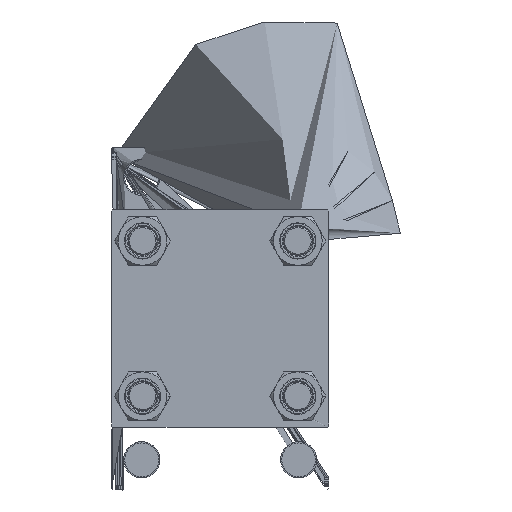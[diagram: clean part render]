
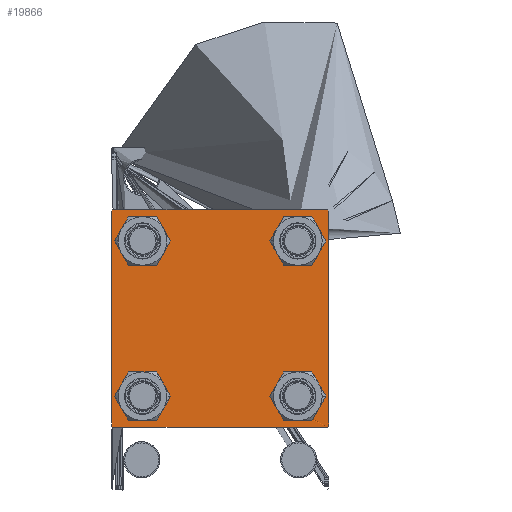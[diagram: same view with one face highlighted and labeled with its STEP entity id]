
A CAD part, left-side view. The second image highlights one B-rep face of the part: STEP entity #19866.
In plain terms, the highlighted planar face has unit normal (-1, 0, 0).
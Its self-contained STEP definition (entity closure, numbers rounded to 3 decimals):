
#20 = VERTEX_POINT ( 'NONE', #30409 ) ;
#379 = CARTESIAN_POINT ( 'NONE',  ( 0., 32.15, -32.15 ) ) ;
#943 = CIRCLE ( 'NONE', #8713, 6.5 ) ;
#1273 = CARTESIAN_POINT ( 'NONE',  ( 0., 0., 0. ) ) ;
#1646 = CARTESIAN_POINT ( 'NONE',  ( 0., -32.15, 38.65 ) ) ;
#1731 = CIRCLE ( 'NONE', #29563, 6.5 ) ;
#2182 = AXIS2_PLACEMENT_3D ( 'NONE', #25539, #3240, #10051 ) ;
#2575 = CIRCLE ( 'NONE', #18836, 6.5 ) ;
#3240 = DIRECTION ( 'NONE',  ( 1., 0., 0. ) ) ;
#3276 = CARTESIAN_POINT ( 'NONE',  ( 0., 45., -44.5 ) ) ;
#3413 = EDGE_CURVE ( 'NONE', #36918, #7559, #24146, .T. ) ;
#3570 = VECTOR ( 'NONE', #16637, 1000. ) ;
#4918 = ORIENTED_EDGE ( 'NONE', *, *, #12034, .T. ) ;
#5040 = EDGE_CURVE ( 'NONE', #7559, #36758, #36538, .T. ) ;
#6247 = VERTEX_POINT ( 'NONE', #43532 ) ;
#6427 = CIRCLE ( 'NONE', #34259, 6.5 ) ;
#6475 = CARTESIAN_POINT ( 'NONE',  ( 0., 32.15, -32.15 ) ) ;
#6679 = LINE ( 'NONE', #43709, #11554 ) ;
#6799 = CIRCLE ( 'NONE', #43917, 6.5 ) ;
#7185 = LINE ( 'NONE', #21943, #42099 ) ;
#7258 = DIRECTION ( 'NONE',  ( 0., 0.707, 0.707 ) ) ;
#7266 = EDGE_CURVE ( 'NONE', #46545, #11087, #6799, .T. ) ;
#7538 = EDGE_CURVE ( 'NONE', #36758, #17354, #6679, .T. ) ;
#7559 = VERTEX_POINT ( 'NONE', #3276 ) ;
#8338 = EDGE_CURVE ( 'NONE', #6247, #33682, #943, .T. ) ;
#8546 = CARTESIAN_POINT ( 'NONE',  ( 0., -44.5, 45. ) ) ;
#8713 = AXIS2_PLACEMENT_3D ( 'NONE', #379, #47854, #29945 ) ;
#8981 = EDGE_CURVE ( 'NONE', #33682, #6247, #1731, .T. ) ;
#9722 = DIRECTION ( 'NONE',  ( 1., 0., 0. ) ) ;
#10051 = DIRECTION ( 'NONE',  ( 0., 0., 1. ) ) ;
#10196 = DIRECTION ( 'NONE',  ( 0., 0., 1. ) ) ;
#10540 = EDGE_CURVE ( 'NONE', #19350, #13083, #14170, .T. ) ;
#10541 = CARTESIAN_POINT ( 'NONE',  ( 0., -32.15, -32.15 ) ) ;
#10829 = DIRECTION ( 'NONE',  ( 1., 0., 0. ) ) ;
#11087 = VERTEX_POINT ( 'NONE', #28719 ) ;
#11414 = EDGE_CURVE ( 'NONE', #46539, #39720, #6427, .T. ) ;
#11554 = VECTOR ( 'NONE', #39828, 1000. ) ;
#11580 = ORIENTED_EDGE ( 'NONE', *, *, #8338, .T. ) ;
#11689 = CARTESIAN_POINT ( 'NONE',  ( 0., 32.15, 32.15 ) ) ;
#12034 = EDGE_CURVE ( 'NONE', #11087, #46545, #2575, .T. ) ;
#12128 = VECTOR ( 'NONE', #46938, 1000. ) ;
#12888 = VERTEX_POINT ( 'NONE', #17651 ) ;
#13083 = VERTEX_POINT ( 'NONE', #1646 ) ;
#13312 = FACE_BOUND ( 'NONE', #24758, .T. ) ;
#13579 = CIRCLE ( 'NONE', #41398, 6.5 ) ;
#13847 = VECTOR ( 'NONE', #25337, 1000. ) ;
#14170 = CIRCLE ( 'NONE', #29629, 6.5 ) ;
#14432 = EDGE_CURVE ( 'NONE', #12888, #20, #7185, .T. ) ;
#14483 = CARTESIAN_POINT ( 'NONE',  ( 0., -32.15, 25.65 ) ) ;
#14529 = LINE ( 'NONE', #25665, #45705 ) ;
#15127 = AXIS2_PLACEMENT_3D ( 'NONE', #1273, #40976, #22577 ) ;
#15326 = FACE_BOUND ( 'NONE', #27692, .T. ) ;
#15802 = CARTESIAN_POINT ( 'NONE',  ( 0., 32.15, 32.15 ) ) ;
#16637 = DIRECTION ( 'NONE',  ( 0., 0., -1. ) ) ;
#16940 = LINE ( 'NONE', #23730, #12128 ) ;
#17354 = VERTEX_POINT ( 'NONE', #44958 ) ;
#17651 = CARTESIAN_POINT ( 'NONE',  ( 0., -45., 44.5 ) ) ;
#17722 = ORIENTED_EDGE ( 'NONE', *, *, #8981, .T. ) ;
#18283 = DIRECTION ( 'NONE',  ( 0., 0., 1. ) ) ;
#18836 = AXIS2_PLACEMENT_3D ( 'NONE', #10541, #26279, #18283 ) ;
#18842 = ORIENTED_EDGE ( 'NONE', *, *, #39816, .T. ) ;
#18990 = CARTESIAN_POINT ( 'NONE',  ( 0., -32.15, -38.65 ) ) ;
#19350 = VERTEX_POINT ( 'NONE', #14483 ) ;
#19842 = DIRECTION ( 'NONE',  ( 1., 0., 0. ) ) ;
#19866 = ADVANCED_FACE ( 'NONE', ( #15326, #31714, #46475, #13312, #26469 ), #37827, .T. ) ;
#19869 = EDGE_CURVE ( 'NONE', #39720, #46539, #13579, .T. ) ;
#20324 = DIRECTION ( 'NONE',  ( 0., 0., 1. ) ) ;
#20521 = ORIENTED_EDGE ( 'NONE', *, *, #32512, .T. ) ;
#20930 = ORIENTED_EDGE ( 'NONE', *, *, #19869, .T. ) ;
#21232 = DIRECTION ( 'NONE',  ( 0., 0., 1. ) ) ;
#21943 = CARTESIAN_POINT ( 'NONE',  ( 0., -45., 45. ) ) ;
#22577 = DIRECTION ( 'NONE',  ( 0., 0., 1. ) ) ;
#22817 = DIRECTION ( 'NONE',  ( 1., 0., 0. ) ) ;
#22986 = VECTOR ( 'NONE', #46977, 1000. ) ;
#23020 = ORIENTED_EDGE ( 'NONE', *, *, #7266, .T. ) ;
#23322 = CARTESIAN_POINT ( 'NONE',  ( 0., 44.5, 45. ) ) ;
#23478 = ORIENTED_EDGE ( 'NONE', *, *, #7538, .T. ) ;
#23730 = CARTESIAN_POINT ( 'NONE',  ( 0., 44.75, 44.75 ) ) ;
#24146 = LINE ( 'NONE', #46166, #3570 ) ;
#24642 = ORIENTED_EDGE ( 'NONE', *, *, #10540, .T. ) ;
#24739 = ORIENTED_EDGE ( 'NONE', *, *, #11414, .T. ) ;
#24758 = EDGE_LOOP ( 'NONE', ( #20930, #24739 ) ) ;
#24803 = ORIENTED_EDGE ( 'NONE', *, *, #46777, .T. ) ;
#25337 = DIRECTION ( 'NONE',  ( 0., -0.707, 0.707 ) ) ;
#25539 = CARTESIAN_POINT ( 'NONE',  ( 0., -32.15, 32.15 ) ) ;
#25665 = CARTESIAN_POINT ( 'NONE',  ( 0., -44.75, 44.75 ) ) ;
#26279 = DIRECTION ( 'NONE',  ( 1., 0., 0. ) ) ;
#26469 = FACE_OUTER_BOUND ( 'NONE', #36165, .T. ) ;
#27349 = EDGE_CURVE ( 'NONE', #40637, #32258, #29012, .T. ) ;
#27431 = CARTESIAN_POINT ( 'NONE',  ( 0., 44.5, -45. ) ) ;
#27692 = EDGE_LOOP ( 'NONE', ( #24803, #24642 ) ) ;
#28026 = CARTESIAN_POINT ( 'NONE',  ( 0., -44.75, -44.75 ) ) ;
#28361 = CARTESIAN_POINT ( 'NONE',  ( 0., -32.15, -32.15 ) ) ;
#28498 = LINE ( 'NONE', #28026, #13847 ) ;
#28719 = CARTESIAN_POINT ( 'NONE',  ( 0., -32.15, -25.65 ) ) ;
#29012 = LINE ( 'NONE', #33118, #31594 ) ;
#29373 = EDGE_CURVE ( 'NONE', #17354, #20, #28498, .T. ) ;
#29563 = AXIS2_PLACEMENT_3D ( 'NONE', #6475, #10829, #21232 ) ;
#29629 = AXIS2_PLACEMENT_3D ( 'NONE', #30508, #19842, #20324 ) ;
#29795 = ORIENTED_EDGE ( 'NONE', *, *, #14432, .F. ) ;
#29945 = DIRECTION ( 'NONE',  ( 0., 0., 1. ) ) ;
#30409 = CARTESIAN_POINT ( 'NONE',  ( 0., -45., -44.5 ) ) ;
#30508 = CARTESIAN_POINT ( 'NONE',  ( 0., -32.15, 32.15 ) ) ;
#30829 = DIRECTION ( 'NONE',  ( 1., 0., 0. ) ) ;
#31594 = VECTOR ( 'NONE', #32876, 1000. ) ;
#31714 = FACE_BOUND ( 'NONE', #40111, .T. ) ;
#32168 = CARTESIAN_POINT ( 'NONE',  ( 0., 32.15, 38.65 ) ) ;
#32258 = VERTEX_POINT ( 'NONE', #8546 ) ;
#32512 = EDGE_CURVE ( 'NONE', #12888, #32258, #14529, .T. ) ;
#32838 = ORIENTED_EDGE ( 'NONE', *, *, #5040, .T. ) ;
#32876 = DIRECTION ( 'NONE',  ( 0., -1., 0. ) ) ;
#33118 = CARTESIAN_POINT ( 'NONE',  ( 0., 45., 45. ) ) ;
#33682 = VERTEX_POINT ( 'NONE', #46286 ) ;
#33884 = CIRCLE ( 'NONE', #2182, 6.5 ) ;
#34259 = AXIS2_PLACEMENT_3D ( 'NONE', #15802, #30829, #41206 ) ;
#34824 = ORIENTED_EDGE ( 'NONE', *, *, #29373, .T. ) ;
#36165 = EDGE_LOOP ( 'NONE', ( #41902, #32838, #23478, #34824, #29795, #20521, #43113, #18842 ) ) ;
#36538 = LINE ( 'NONE', #47225, #22986 ) ;
#36702 = DIRECTION ( 'NONE',  ( 0., 0., -1. ) ) ;
#36758 = VERTEX_POINT ( 'NONE', #27431 ) ;
#36918 = VERTEX_POINT ( 'NONE', #39715 ) ;
#37327 = DIRECTION ( 'NONE',  ( 0., 0., 1. ) ) ;
#37827 = PLANE ( 'NONE',  #15127 ) ;
#39715 = CARTESIAN_POINT ( 'NONE',  ( 0., 45., 44.5 ) ) ;
#39720 = VERTEX_POINT ( 'NONE', #32168 ) ;
#39816 = EDGE_CURVE ( 'NONE', #40637, #36918, #16940, .T. ) ;
#39828 = DIRECTION ( 'NONE',  ( 0., -1., 0. ) ) ;
#40111 = EDGE_LOOP ( 'NONE', ( #4918, #23020 ) ) ;
#40637 = VERTEX_POINT ( 'NONE', #23322 ) ;
#40976 = DIRECTION ( 'NONE',  ( -1., 0., 0. ) ) ;
#41206 = DIRECTION ( 'NONE',  ( 0., 0., 1. ) ) ;
#41398 = AXIS2_PLACEMENT_3D ( 'NONE', #11689, #22817, #37327 ) ;
#41755 = CARTESIAN_POINT ( 'NONE',  ( 0., 32.15, 25.65 ) ) ;
#41902 = ORIENTED_EDGE ( 'NONE', *, *, #3413, .T. ) ;
#42099 = VECTOR ( 'NONE', #36702, 1000. ) ;
#43113 = ORIENTED_EDGE ( 'NONE', *, *, #27349, .F. ) ;
#43532 = CARTESIAN_POINT ( 'NONE',  ( 0., 32.15, -25.65 ) ) ;
#43709 = CARTESIAN_POINT ( 'NONE',  ( 0., 45., -45. ) ) ;
#43917 = AXIS2_PLACEMENT_3D ( 'NONE', #28361, #9722, #10196 ) ;
#44958 = CARTESIAN_POINT ( 'NONE',  ( 0., -44.5, -45. ) ) ;
#45705 = VECTOR ( 'NONE', #7258, 1000. ) ;
#46166 = CARTESIAN_POINT ( 'NONE',  ( 0., 45., 45. ) ) ;
#46286 = CARTESIAN_POINT ( 'NONE',  ( 0., 32.15, -38.65 ) ) ;
#46475 = FACE_BOUND ( 'NONE', #47278, .T. ) ;
#46539 = VERTEX_POINT ( 'NONE', #41755 ) ;
#46545 = VERTEX_POINT ( 'NONE', #18990 ) ;
#46777 = EDGE_CURVE ( 'NONE', #13083, #19350, #33884, .T. ) ;
#46938 = DIRECTION ( 'NONE',  ( 0., 0.707, -0.707 ) ) ;
#46977 = DIRECTION ( 'NONE',  ( 0., -0.707, -0.707 ) ) ;
#47225 = CARTESIAN_POINT ( 'NONE',  ( 0., 44.75, -44.75 ) ) ;
#47278 = EDGE_LOOP ( 'NONE', ( #11580, #17722 ) ) ;
#47854 = DIRECTION ( 'NONE',  ( 1., 0., 0. ) ) ;
